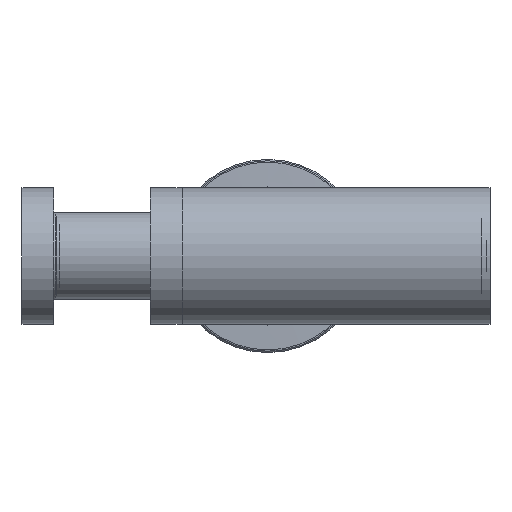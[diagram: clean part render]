
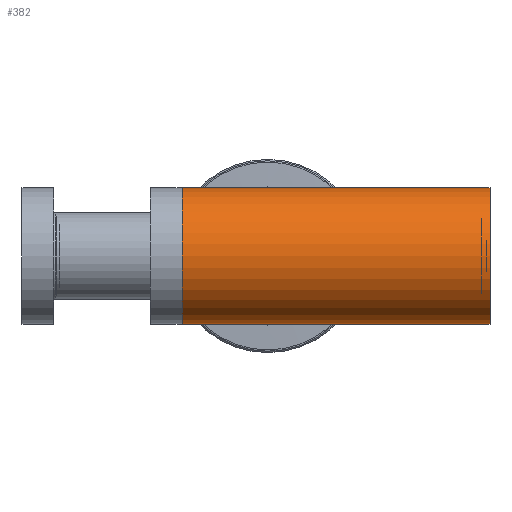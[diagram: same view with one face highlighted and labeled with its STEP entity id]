
A CAD part, left-side view. The second image highlights one B-rep face of the part: STEP entity #382.
In plain terms, the highlighted cylindrical face has radius 24.75 mm (diameter 49.5 mm), a full revolution.
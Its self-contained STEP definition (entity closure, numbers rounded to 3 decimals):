
#190=B_SPLINE_CURVE_WITH_KNOTS('',3,(#4113,#4114,#4115,#4116,#4117,#4118,
#4119,#4120,#4121,#4122,#4123,#4124,#4125,#4126,#4127,#4128,#4129,#4130,
#4131,#4132,#4133,#4134,#4135,#4136,#4137,#4138,#4139,#4140,#4141,#4142,
#4143,#4144,#4145,#4146,#4147,#4148,#4149,#4150,#4151,#4152,#4153,#4154),
.UNSPECIFIED.,.T.,.F.,(2,2,2,2,2,2,2,2,2,2,2,2,2,2,2,2,2,2,2,2,2,2,2),(-0.031,
0.,0.031,0.062,0.125,0.187,
0.25,0.312,0.375,0.437,
0.469,0.5,0.531,0.562,
0.625,0.687,0.75,0.812,
0.875,0.937,0.969,1.,1.031),.UNSPECIFIED.);
#273=CYLINDRICAL_SURFACE('',#2495,24.75);
#382=ADVANCED_FACE('',(#780,#781,#782),#273,.T.);
#780=FACE_BOUND('',#1061,.T.);
#781=FACE_BOUND('',#1062,.T.);
#782=FACE_BOUND('',#1063,.T.);
#1061=EDGE_LOOP('',(#1499));
#1062=EDGE_LOOP('',(#1500));
#1063=EDGE_LOOP('',(#1501));
#1499=ORIENTED_EDGE('',*,*,#2081,.F.);
#1500=ORIENTED_EDGE('',*,*,#2080,.T.);
#1501=ORIENTED_EDGE('',*,*,#2077,.F.);
#1851=VERTEX_POINT('',#4104);
#1854=VERTEX_POINT('',#4111);
#1855=VERTEX_POINT('',#4155);
#2077=EDGE_CURVE('',#1851,#1851,#2261,.T.);
#2080=EDGE_CURVE('',#1854,#1854,#2264,.T.);
#2081=EDGE_CURVE('',#1855,#1855,#190,.T.);
#2261=CIRCLE('',#2489,24.75);
#2264=CIRCLE('',#2493,24.75);
#2489=AXIS2_PLACEMENT_3D('',#4103,#2965,#2966);
#2493=AXIS2_PLACEMENT_3D('',#4110,#2973,#2974);
#2495=AXIS2_PLACEMENT_3D('',#4156,#2977,#2978);
#2965=DIRECTION('',(0.,1.,0.));
#2966=DIRECTION('',(0.,0.,1.));
#2973=DIRECTION('',(0.,1.,0.));
#2974=DIRECTION('',(0.,0.,1.));
#2977=DIRECTION('',(0.,1.,0.));
#2978=DIRECTION('',(0.,0.,1.));
#4103=CARTESIAN_POINT('',(261.34,79.661,0.));
#4104=CARTESIAN_POINT('',(261.34,79.661,24.75));
#4110=CARTESIAN_POINT('',(261.34,-31.839,0.));
#4111=CARTESIAN_POINT('',(261.34,-31.839,24.75));
#4113=CARTESIAN_POINT('',(272.023,51.879,22.328));
#4114=CARTESIAN_POINT('',(271.527,48.648,22.558));
#4115=CARTESIAN_POINT('',(271.681,46.996,22.492));
#4116=CARTESIAN_POINT('',(272.59,43.928,22.051));
#4117=CARTESIAN_POINT('',(273.308,42.491,21.683));
#4118=CARTESIAN_POINT('',(275.653,38.504,20.274));
#4119=CARTESIAN_POINT('',(277.501,36.16,18.905));
#4120=CARTESIAN_POINT('',(280.894,32.003,15.369));
#4121=CARTESIAN_POINT('',(282.506,30.166,13.153));
#4122=CARTESIAN_POINT('',(284.974,27.386,7.901));
#4123=CARTESIAN_POINT('',(285.835,26.442,4.791));
#4124=CARTESIAN_POINT('',(286.245,25.991,-1.644));
#4125=CARTESIAN_POINT('',(285.79,26.487,-4.912));
#4126=CARTESIAN_POINT('',(283.859,28.636,-10.715));
#4127=CARTESIAN_POINT('',(282.431,30.235,-13.213));
#4128=CARTESIAN_POINT('',(279.208,34.034,-17.324));
#4129=CARTESIAN_POINT('',(277.423,36.193,-18.93));
#4130=CARTESIAN_POINT('',(274.853,39.882,-20.762));
#4131=CARTESIAN_POINT('',(274.027,41.172,-21.267));
#4132=CARTESIAN_POINT('',(272.601,43.976,-22.055));
#4133=CARTESIAN_POINT('',(272.012,45.486,-22.333));
#4134=CARTESIAN_POINT('',(271.529,48.692,-22.557));
#4135=CARTESIAN_POINT('',(271.684,50.345,-22.491));
#4136=CARTESIAN_POINT('',(272.6,53.417,-22.046));
#4137=CARTESIAN_POINT('',(273.316,54.847,-21.679));
#4138=CARTESIAN_POINT('',(275.659,58.825,-20.27));
#4139=CARTESIAN_POINT('',(277.5,61.162,-18.904));
#4140=CARTESIAN_POINT('',(280.882,65.304,-15.383));
#4141=CARTESIAN_POINT('',(282.493,67.142,-13.175));
#4142=CARTESIAN_POINT('',(284.97,69.932,-7.916));
#4143=CARTESIAN_POINT('',(285.831,70.876,-4.803));
#4144=CARTESIAN_POINT('',(286.246,71.333,1.599));
#4145=CARTESIAN_POINT('',(285.799,70.846,4.871));
#4146=CARTESIAN_POINT('',(283.869,68.697,10.698));
#4147=CARTESIAN_POINT('',(282.431,67.087,13.209));
#4148=CARTESIAN_POINT('',(279.231,63.316,17.298));
#4149=CARTESIAN_POINT('',(277.418,61.12,18.932));
#4150=CARTESIAN_POINT('',(274.871,57.466,20.75));
#4151=CARTESIAN_POINT('',(274.048,56.186,21.254));
#4152=CARTESIAN_POINT('',(272.621,53.392,22.045));
#4153=CARTESIAN_POINT('',(272.023,51.879,22.328));
#4154=CARTESIAN_POINT('',(271.527,48.648,22.558));
#4155=CARTESIAN_POINT('',(271.775,50.263,22.443));
#4156=CARTESIAN_POINT('',(261.34,90.661,0.));
